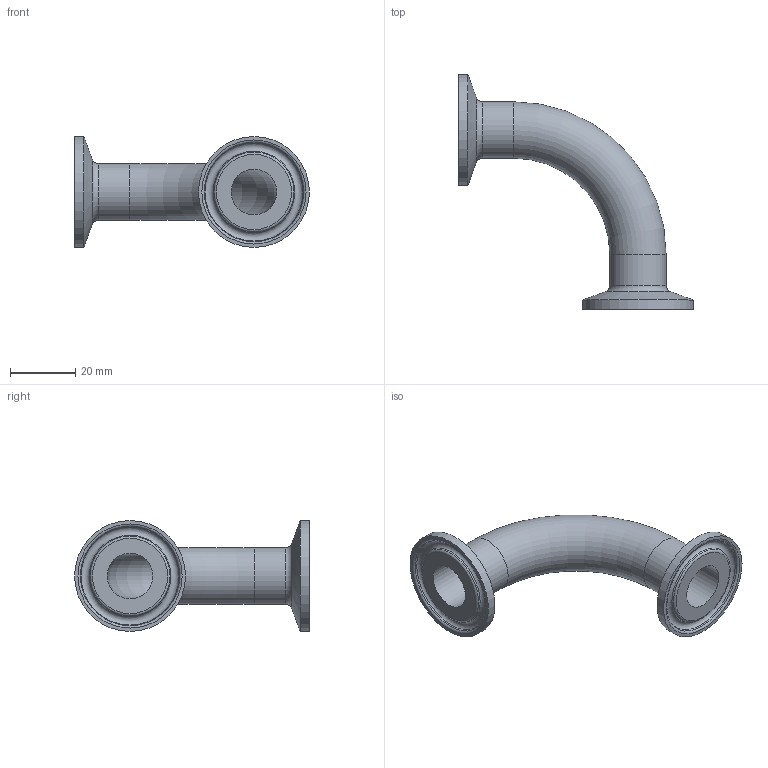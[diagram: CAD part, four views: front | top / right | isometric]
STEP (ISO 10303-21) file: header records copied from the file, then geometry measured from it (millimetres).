
FILE_DESCRIPTION(/* description */ (''),/* implementation_level */ '2;1');
FILE_NAME(/* name */ '2CMD 03.stp',/* time_stamp */ '2022-04-11T18:57:14+09:00',/* author */ ('3dcad-eng'),/* organization */ (''),/* preprocessor_version */ 'ST-DEVELOPER v18.1',/* originating_system */ 'Autodesk Inventor 2022',/* authorisation */ '');
FILE_SCHEMA (('AUTOMOTIVE_DESIGN { 1 0 10303 214 3 1 1 }'));
Length unit declared in the file: millimetre
Products named in the file (1): L14AMD 03
Bounding box: 72 x 72 x 34 mm (x, y, z)
Volume: 12516.6 mm3; surface area: 12375.3 mm2
Topology: 1 solids, 1 shells, 26 faces, 60 edges, 38 vertices
Faces by surface type: torus 10, cylinder 6, cone 6, plane 4
Full cylindrical faces by diameter (mm): 14 x2, 17.3 x2, 34 x2
Entity records: 809 total; most frequent: DIRECTION 162, CARTESIAN_POINT 125, ORIENTED_EDGE 120, AXIS2_PLACEMENT_3D 75, EDGE_CURVE 60, CIRCLE 48, VERTEX_POINT 38, EDGE_LOOP 30
